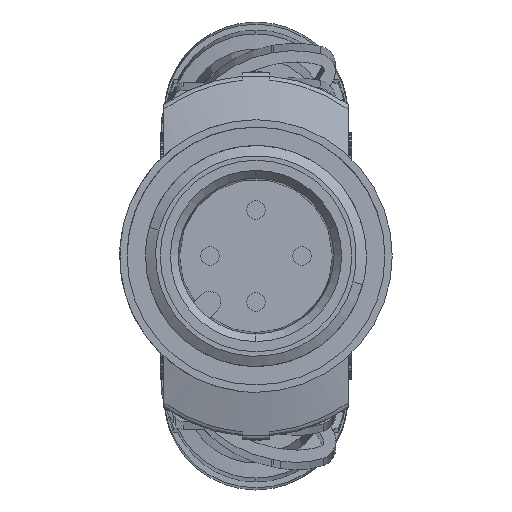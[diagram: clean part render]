
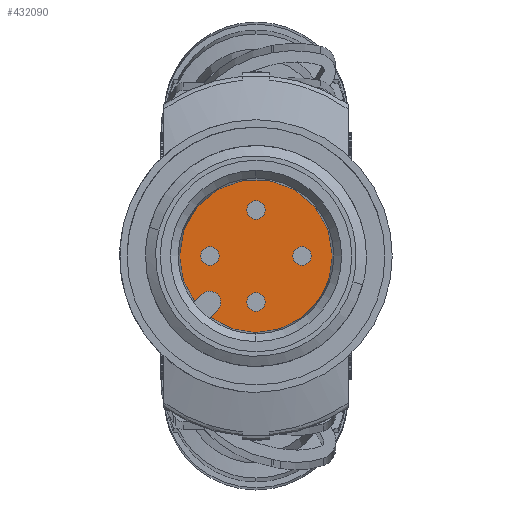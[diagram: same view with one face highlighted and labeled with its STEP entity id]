
A CAD part, left-side view. The second image highlights one B-rep face of the part: STEP entity #432090.
In plain terms, the highlighted face is planar.
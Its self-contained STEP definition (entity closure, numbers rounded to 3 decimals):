
#429140=CARTESIAN_POINT('',(48.191,63.721,14.912
));
#429150=DIRECTION('',(0.707,0.707,
0.));
#429160=VECTOR('',#429150,1.);
#429170=LINE('',#429140,#429160);
#429180=CARTESIAN_POINT('',(18.417,33.946,14.912
));
#429190=VERTEX_POINT('',#429180);
#429200=CARTESIAN_POINT('',(18.811,34.34,14.912
));
#429210=VERTEX_POINT('',#429200);
#429220=EDGE_CURVE('',#429190,#429210,#429170,.T.);
#430220=CARTESIAN_POINT('',(46.494,63.721,14.912
));
#430230=DIRECTION('',(-0.707,-0.707,
0.));
#430240=VECTOR('',#430230,1.);
#430250=LINE('',#430220,#430240);
#430260=CARTESIAN_POINT('',(17.962,35.188,14.912
));
#430270=VERTEX_POINT('',#430260);
#430280=CARTESIAN_POINT('',(17.569,34.795,14.912
));
#430290=VERTEX_POINT('',#430280);
#430300=EDGE_CURVE('',#430270,#430290,#430250,.T.);
#430760=CARTESIAN_POINT('',(15.483,36.01,14.912
));
#430770=VERTEX_POINT('',#430760);
#430800=CARTESIAN_POINT('',(15.483,31.86,14.912
));
#430810=DIRECTION('',(0.,0.,-1.));
#430820=DIRECTION('',(0.,-1.,0.));
#430830=AXIS2_PLACEMENT_3D('',#430800,#430810,#430820);
#430840=CIRCLE('',#430830,4.15);
#430850=EDGE_CURVE('',#430770,#430270,#430840,.T.);
#431030=CARTESIAN_POINT('',(17.993,34.37,14.912
));
#431040=DIRECTION('',(0.,0.,-1.));
#431050=DIRECTION('',(0.,-1.,0.));
#431060=AXIS2_PLACEMENT_3D('',#431030,#431040,#431050);
#431070=CIRCLE('',#431060,0.6);
#431080=CARTESIAN_POINT('',(17.993,33.77,14.912
));
#431090=VERTEX_POINT('',#431080);
#431100=EDGE_CURVE('',#431090,#430290,#431070,.T.);
#431300=CARTESIAN_POINT('',(13.783,31.86,14.912
));
#431310=DIRECTION('',(0.,0.,-1.));
#431320=DIRECTION('',(1.,0.,0.));
#431330=AXIS2_PLACEMENT_3D('',#431300,#431310,#431320);
#431340=PLANE('',#431330);
#431350=CARTESIAN_POINT('',(15.483,29.36,14.912
));
#431360=DIRECTION('',(0.,0.,-1.));
#431370=DIRECTION('',(-1.,0.,0.));
#431380=AXIS2_PLACEMENT_3D('',#431350,#431360,#431370);
#431390=CIRCLE('',#431380,0.5);
#431400=CARTESIAN_POINT('',(14.983,29.36,14.912
));
#431410=VERTEX_POINT('',#431400);
#431420=CARTESIAN_POINT('',(15.983,29.36,14.912
));
#431430=VERTEX_POINT('',#431420);
#431440=EDGE_CURVE('',#431410,#431430,#431390,.T.);
#431450=ORIENTED_EDGE('',*,*,#431440,.F.);
#431460=EDGE_CURVE('',#431430,#431410,#431390,.T.);
#431470=ORIENTED_EDGE('',*,*,#431460,.F.);
#431480=EDGE_LOOP('',(#431470,#431450));
#431490=FACE_BOUND('',#431480,.T.);
#431500=CARTESIAN_POINT('',(12.983,31.86,14.912
));
#431510=DIRECTION('',(0.,0.,-1.));
#431520=DIRECTION('',(-1.,0.,0.));
#431530=AXIS2_PLACEMENT_3D('',#431500,#431510,#431520);
#431540=CIRCLE('',#431530,0.5);
#431550=CARTESIAN_POINT('',(12.483,31.86,14.912
));
#431560=VERTEX_POINT('',#431550);
#431570=CARTESIAN_POINT('',(13.483,31.86,14.912
));
#431580=VERTEX_POINT('',#431570);
#431590=EDGE_CURVE('',#431560,#431580,#431540,.T.);
#431600=ORIENTED_EDGE('',*,*,#431590,.F.);
#431610=EDGE_CURVE('',#431580,#431560,#431540,.T.);
#431620=ORIENTED_EDGE('',*,*,#431610,.F.);
#431630=EDGE_LOOP('',(#431620,#431600));
#431640=FACE_BOUND('',#431630,.T.);
#431650=CARTESIAN_POINT('',(15.483,27.71,14.912
));
#431660=VERTEX_POINT('',#431650);
#431670=EDGE_CURVE('',#431660,#430770,#430840,.T.);
#431680=ORIENTED_EDGE('',*,*,#431670,.T.);
#431690=EDGE_CURVE('',#429210,#431660,#430840,.T.);
#431700=ORIENTED_EDGE('',*,*,#431690,.T.);
#431710=ORIENTED_EDGE('',*,*,#429220,.T.);
#431720=EDGE_CURVE('',#429190,#431090,#431070,.T.);
#431730=ORIENTED_EDGE('',*,*,#431720,.F.);
#431740=ORIENTED_EDGE('',*,*,#431100,.F.);
#431750=ORIENTED_EDGE('',*,*,#430300,.T.);
#431760=ORIENTED_EDGE('',*,*,#430850,.T.);
#431770=EDGE_LOOP('',(#431760,#431750,#431740,#431730,#431710,#431700,
#431680));
#431780=FACE_OUTER_BOUND('',#431770,.T.);
#431790=CARTESIAN_POINT('',(17.983,31.86,14.912
));
#431800=DIRECTION('',(0.,0.,-1.));
#431810=DIRECTION('',(-1.,0.,0.));
#431820=AXIS2_PLACEMENT_3D('',#431790,#431800,#431810);
#431830=CIRCLE('',#431820,0.5);
#431840=CARTESIAN_POINT('',(17.483,31.86,14.912
));
#431850=VERTEX_POINT('',#431840);
#431860=CARTESIAN_POINT('',(18.483,31.86,14.912
));
#431870=VERTEX_POINT('',#431860);
#431880=EDGE_CURVE('',#431850,#431870,#431830,.T.);
#431890=ORIENTED_EDGE('',*,*,#431880,.F.);
#431900=EDGE_CURVE('',#431870,#431850,#431830,.T.);
#431910=ORIENTED_EDGE('',*,*,#431900,.F.);
#431920=EDGE_LOOP('',(#431910,#431890));
#431930=FACE_BOUND('',#431920,.T.);
#431940=CARTESIAN_POINT('',(15.483,34.36,14.912
));
#431950=DIRECTION('',(0.,0.,-1.));
#431960=DIRECTION('',(-1.,0.,0.));
#431970=AXIS2_PLACEMENT_3D('',#431940,#431950,#431960);
#431980=CIRCLE('',#431970,0.5);
#431990=CARTESIAN_POINT('',(14.983,34.36,14.912
));
#432000=VERTEX_POINT('',#431990);
#432010=CARTESIAN_POINT('',(15.983,34.36,14.912
));
#432020=VERTEX_POINT('',#432010);
#432030=EDGE_CURVE('',#432000,#432020,#431980,.T.);
#432040=ORIENTED_EDGE('',*,*,#432030,.F.);
#432050=EDGE_CURVE('',#432020,#432000,#431980,.T.);
#432060=ORIENTED_EDGE('',*,*,#432050,.F.);
#432070=EDGE_LOOP('',(#432060,#432040));
#432080=FACE_BOUND('',#432070,.T.);
#432090=ADVANCED_FACE('',(#431490,#431640,#431780,#431930,#432080),
#431340,.T.);
